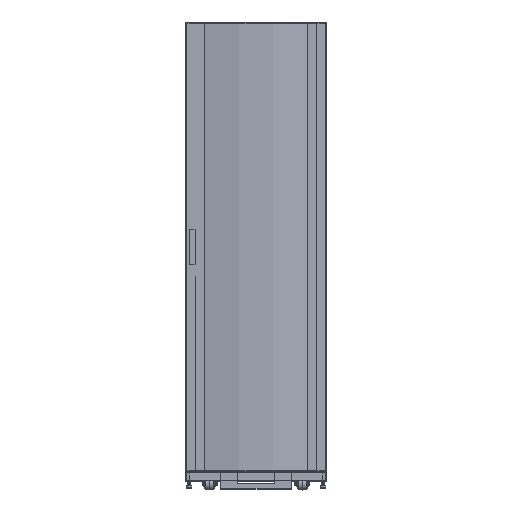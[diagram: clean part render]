
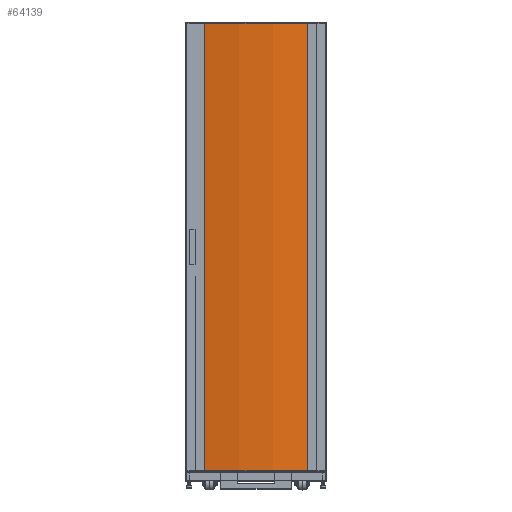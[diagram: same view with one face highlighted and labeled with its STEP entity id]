
A CAD part, top view. The second image highlights one B-rep face of the part: STEP entity #64139.
In plain terms, the highlighted cylindrical face has radius 1032.2 mm (diameter 2064.39 mm), a partial arc.
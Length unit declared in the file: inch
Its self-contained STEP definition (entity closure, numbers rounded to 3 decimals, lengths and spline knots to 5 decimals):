
#1608 = VECTOR ( 'NONE', #32843, 39.37008 ) ;
#6409 = CARTESIAN_POINT ( 'NONE',  ( 0., -37.6378, -39.71247 ) ) ;
#8269 = CARTESIAN_POINT ( 'NONE',  ( 8.61998, 37.6378, 0.00045 ) ) ;
#17227 = EDGE_CURVE ( 'NONE', #82693, #44461, #69910, .T. ) ;
#21221 = DIRECTION ( 'NONE',  ( 0., -1., 0. ) ) ;
#22635 = AXIS2_PLACEMENT_3D ( 'NONE', #106499, #21221, #108114 ) ;
#23676 = DIRECTION ( 'NONE',  ( 0., -1., 0. ) ) ;
#24060 = CARTESIAN_POINT ( 'NONE',  ( 8.61998, -37.6378, 0.00045 ) ) ;
#32843 = DIRECTION ( 'NONE',  ( 0., 1., 0. ) ) ;
#34854 = VERTEX_POINT ( 'NONE', #57616 ) ;
#44461 = VERTEX_POINT ( 'NONE', #118209 ) ;
#45770 = AXIS2_PLACEMENT_3D ( 'NONE', #86089, #23676, #161355 ) ;
#54046 = DIRECTION ( 'NONE',  ( 0., 1., 0. ) ) ;
#57616 = CARTESIAN_POINT ( 'NONE',  ( -8.61998, -37.6378, 0.00045 ) ) ;
#64139 = ADVANCED_FACE ( 'NONE', ( #71380 ), #98338, .T. ) ;
#68531 = CARTESIAN_POINT ( 'NONE',  ( 8.61998, 37.6378, 0.00045 ) ) ;
#69910 = CIRCLE ( 'NONE', #22635, 40.63767 ) ;
#71380 = FACE_OUTER_BOUND ( 'NONE', #157454, .T. ) ;
#72651 = LINE ( 'NONE', #74270, #88547 ) ;
#74270 = CARTESIAN_POINT ( 'NONE',  ( -8.61998, 37.6378, 0.00045 ) ) ;
#78945 = CIRCLE ( 'NONE', #131145, 40.63767 ) ;
#79476 = DIRECTION ( 'NONE',  ( 0., 0., -1. ) ) ;
#82693 = VERTEX_POINT ( 'NONE', #68531 ) ;
#86089 = CARTESIAN_POINT ( 'NONE',  ( 0., 37.6378, -39.71247 ) ) ;
#88547 = VECTOR ( 'NONE', #109462, 39.37008 ) ;
#91182 = EDGE_CURVE ( 'NONE', #160949, #82693, #159021, .T. ) ;
#98338 = CYLINDRICAL_SURFACE ( 'NONE', #45770, 40.63767 ) ;
#105435 = ORIENTED_EDGE ( 'NONE', *, *, #149657, .T. ) ;
#106499 = CARTESIAN_POINT ( 'NONE',  ( 0., 37.6378, -39.71247 ) ) ;
#108114 = DIRECTION ( 'NONE',  ( 0., 0., -1. ) ) ;
#109462 = DIRECTION ( 'NONE',  ( 0., -1., 0. ) ) ;
#111627 = ORIENTED_EDGE ( 'NONE', *, *, #17227, .T. ) ;
#118209 = CARTESIAN_POINT ( 'NONE',  ( -8.61998, 37.6378, 0.00045 ) ) ;
#131145 = AXIS2_PLACEMENT_3D ( 'NONE', #6409, #54046, #79476 ) ;
#134443 = ORIENTED_EDGE ( 'NONE', *, *, #91182, .T. ) ;
#138088 = EDGE_CURVE ( 'NONE', #44461, #34854, #72651, .T. ) ;
#149657 = EDGE_CURVE ( 'NONE', #34854, #160949, #78945, .T. ) ;
#153085 = ORIENTED_EDGE ( 'NONE', *, *, #138088, .T. ) ;
#157454 = EDGE_LOOP ( 'NONE', ( #111627, #153085, #105435, #134443 ) ) ;
#159021 = LINE ( 'NONE', #8269, #1608 ) ;
#160949 = VERTEX_POINT ( 'NONE', #24060 ) ;
#161355 = DIRECTION ( 'NONE',  ( 0., 0., -1. ) ) ;
